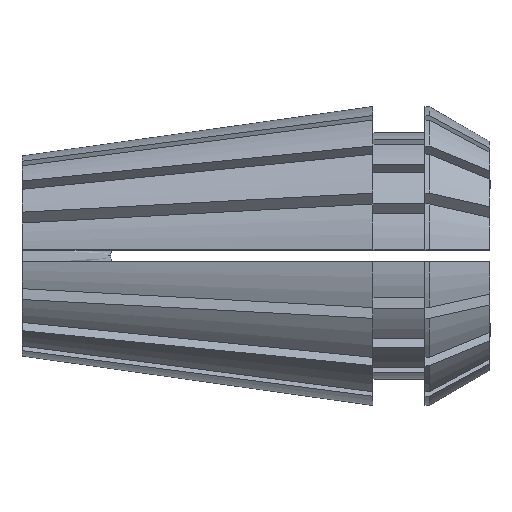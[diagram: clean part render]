
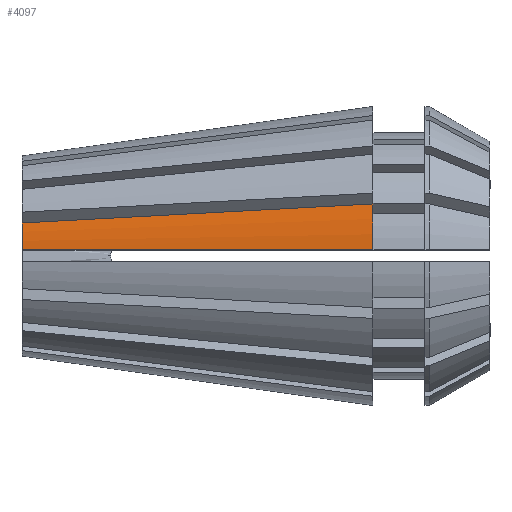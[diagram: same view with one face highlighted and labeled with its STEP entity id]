
A CAD part, top view. The second image highlights one B-rep face of the part: STEP entity #4097.
In plain terms, the highlighted conical face has half-angle 8 degrees and reference radius 5.753 mm.
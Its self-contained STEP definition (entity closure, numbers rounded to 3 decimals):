
#33 = CARTESIAN_POINT ( 'NONE',  ( 0., 0., 0. ) ) ;
#65 = EDGE_CURVE ( 'NONE', #212, #765, #3851, .T. ) ;
#67 = CARTESIAN_POINT ( 'NONE',  ( 7.836, 0.225, 4.952 ) ) ;
#212 = VERTEX_POINT ( 'NONE', #5395 ) ;
#765 = VERTEX_POINT ( 'NONE', #5005 ) ;
#839 = CARTESIAN_POINT ( 'NONE',  ( 6.703, 1.626, 4.514 ) ) ;
#849 = DIRECTION ( 'NONE',  ( 1., 0., 0. ) ) ;
#1010 = DIRECTION ( 'NONE',  ( -1., 0., 0. ) ) ;
#1069 = CARTESIAN_POINT ( 'NONE',  ( 0.607, 0.225, 3.935 ) ) ;
#1195 = AXIS2_PLACEMENT_3D ( 'NONE', #33, #1010, #1991 ) ;
#1314 = CARTESIAN_POINT ( 'NONE',  ( 11.234, 1.87, 5.103 ) ) ;
#1326 = DIRECTION ( 'NONE',  ( 0., 0., -1. ) ) ;
#1397 = ORIENTED_EDGE ( 'NONE', *, *, #5504, .F. ) ;
#1539 = CARTESIAN_POINT ( 'NONE',  ( 5.527, 0.225, 4.627 ) ) ;
#1624 = CONICAL_SURFACE ( 'NONE', #5636, 5.753, 0.14 ) ;
#1647 = CARTESIAN_POINT ( 'NONE',  ( 13.5, 1.992, 5.397 ) ) ;
#1754 = CARTESIAN_POINT ( 'NONE',  ( 0., 1.265, 3.642 ) ) ;
#1793 = CARTESIAN_POINT ( 'NONE',  ( 13.5, 0., 0. ) ) ;
#1808 = EDGE_CURVE ( 'NONE', #765, #3414, #4608, .T. ) ;
#1847 = ORIENTED_EDGE ( 'NONE', *, *, #1808, .F. ) ;
#1867 = CARTESIAN_POINT ( 'NONE',  ( 13.5, 0.225, 5.749 ) ) ;
#1991 = DIRECTION ( 'NONE',  ( 0., 0., 1. ) ) ;
#2274 = CARTESIAN_POINT ( 'NONE',  ( 13.5, 0., 0. ) ) ;
#2465 = EDGE_LOOP ( 'NONE', ( #1397, #1847, #4570, #2989 ) ) ;
#2680 = CARTESIAN_POINT ( 'NONE',  ( 0.91, 0.225, 3.977 ) ) ;
#2704 = DIRECTION ( 'NONE',  ( 0., 0., 1. ) ) ;
#2890 = CARTESIAN_POINT ( 'NONE',  ( 0., 0.225, 3.849 ) ) ;
#2989 = ORIENTED_EDGE ( 'NONE', *, *, #5545, .T. ) ;
#3414 = VERTEX_POINT ( 'NONE', #1754 ) ;
#3427 = VERTEX_POINT ( 'NONE', #1647 ) ;
#3499 = B_SPLINE_CURVE_WITH_KNOTS ( 'NONE', 3,
 ( #4001, #5760, #3565, #839, #4019, #1314, #4458 ),
 .UNSPECIFIED., .F., .F.,
 ( 4, 3, 4 ),
 ( 0., 0.007, 0.014 ),
 .UNSPECIFIED. ) ;
#3565 = CARTESIAN_POINT ( 'NONE',  ( 4.469, 1.506, 4.223 ) ) ;
#3847 = CIRCLE ( 'NONE', #4162, 5.753 ) ;
#3851 = B_SPLINE_CURVE_WITH_KNOTS ( 'NONE', 3,
 ( #1867, #5430, #4532, #67, #1539, #4659, #2680, #1069, #5115, #2890 ),
 .UNSPECIFIED., .F., .F.,
 ( 4, 3, 3, 4 ),
 ( 0.023, 0.029, 0.036, 0.037 ),
 .UNSPECIFIED. ) ;
#4001 = CARTESIAN_POINT ( 'NONE',  ( 0., 1.265, 3.642 ) ) ;
#4019 = CARTESIAN_POINT ( 'NONE',  ( 8.969, 1.748, 4.808 ) ) ;
#4097 = ADVANCED_FACE ( 'NONE', ( #4161 ), #1624, .T. ) ;
#4161 = FACE_OUTER_BOUND ( 'NONE', #2465, .T. ) ;
#4162 = AXIS2_PLACEMENT_3D ( 'NONE', #2274, #5367, #2704 ) ;
#4458 = CARTESIAN_POINT ( 'NONE',  ( 13.5, 1.992, 5.397 ) ) ;
#4532 = CARTESIAN_POINT ( 'NONE',  ( 9.724, 0.225, 5.217 ) ) ;
#4570 = ORIENTED_EDGE ( 'NONE', *, *, #65, .F. ) ;
#4608 = CIRCLE ( 'NONE', #1195, 3.856 ) ;
#4659 = CARTESIAN_POINT ( 'NONE',  ( 3.219, 0.225, 4.302 ) ) ;
#5005 = CARTESIAN_POINT ( 'NONE',  ( 0., 0.225, 3.849 ) ) ;
#5115 = CARTESIAN_POINT ( 'NONE',  ( 0.303, 0.225, 3.892 ) ) ;
#5367 = DIRECTION ( 'NONE',  ( -1., 0., 0. ) ) ;
#5395 = CARTESIAN_POINT ( 'NONE',  ( 13.5, 0.225, 5.749 ) ) ;
#5430 = CARTESIAN_POINT ( 'NONE',  ( 11.612, 0.225, 5.483 ) ) ;
#5504 = EDGE_CURVE ( 'NONE', #3414, #3427, #3499, .T. ) ;
#5545 = EDGE_CURVE ( 'NONE', #212, #3427, #3847, .T. ) ;
#5636 = AXIS2_PLACEMENT_3D ( 'NONE', #1793, #849, #1326 ) ;
#5760 = CARTESIAN_POINT ( 'NONE',  ( 2.234, 1.385, 3.933 ) ) ;
